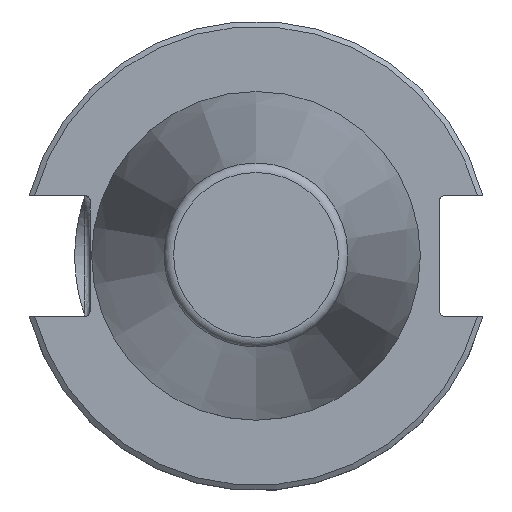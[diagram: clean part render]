
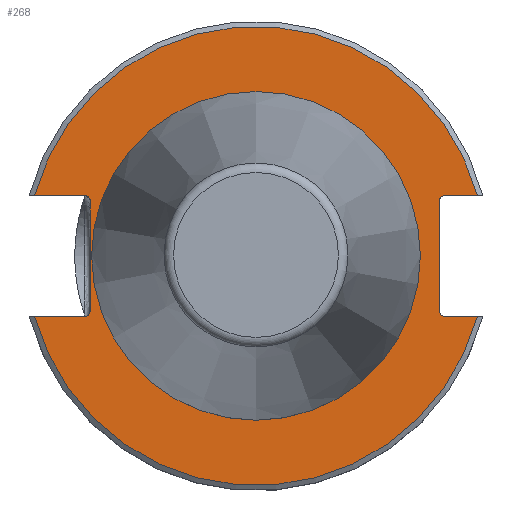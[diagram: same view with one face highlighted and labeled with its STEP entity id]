
A CAD part, top view. The second image highlights one B-rep face of the part: STEP entity #268.
In plain terms, the highlighted planar face has unit normal (0, 0, 1).
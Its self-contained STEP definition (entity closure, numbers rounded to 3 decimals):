
#76=FACE_BOUND('',#403,.T.);
#77=FACE_BOUND('',#404,.T.);
#167=LINE('',#1763,#214);
#168=LINE('',#1766,#215);
#169=LINE('',#1770,#216);
#170=LINE('',#1774,#217);
#171=LINE('',#1778,#218);
#172=LINE('',#1782,#219);
#173=LINE('',#1786,#220);
#174=LINE('',#1790,#221);
#214=VECTOR('',#1322,1.);
#215=VECTOR('',#1323,1.);
#216=VECTOR('',#1326,1.);
#217=VECTOR('',#1329,1.);
#218=VECTOR('',#1332,1.);
#219=VECTOR('',#1335,1.);
#220=VECTOR('',#1338,1.);
#221=VECTOR('',#1341,1.);
#268=ADVANCED_FACE('',(#76,#77),#319,.T.);
#319=PLANE('',#1158);
#403=EDGE_LOOP('',(#514,#515,#516,#517,#518,#519,#520,#521,#522,#523,#524,
#525,#526,#527));
#404=EDGE_LOOP('',(#528));
#514=ORIENTED_EDGE('',*,*,#912,.T.);
#515=ORIENTED_EDGE('',*,*,#913,.T.);
#516=ORIENTED_EDGE('',*,*,#914,.F.);
#517=ORIENTED_EDGE('',*,*,#915,.T.);
#518=ORIENTED_EDGE('',*,*,#916,.F.);
#519=ORIENTED_EDGE('',*,*,#917,.F.);
#520=ORIENTED_EDGE('',*,*,#918,.F.);
#521=ORIENTED_EDGE('',*,*,#919,.T.);
#522=ORIENTED_EDGE('',*,*,#920,.F.);
#523=ORIENTED_EDGE('',*,*,#921,.T.);
#524=ORIENTED_EDGE('',*,*,#922,.F.);
#525=ORIENTED_EDGE('',*,*,#923,.F.);
#526=ORIENTED_EDGE('',*,*,#924,.F.);
#527=ORIENTED_EDGE('',*,*,#925,.T.);
#528=ORIENTED_EDGE('',*,*,#926,.F.);
#799=VERTEX_POINT('',#1764);
#800=VERTEX_POINT('',#1765);
#801=VERTEX_POINT('',#1767);
#802=VERTEX_POINT('',#1769);
#803=VERTEX_POINT('',#1771);
#804=VERTEX_POINT('',#1773);
#805=VERTEX_POINT('',#1775);
#806=VERTEX_POINT('',#1777);
#807=VERTEX_POINT('',#1779);
#808=VERTEX_POINT('',#1781);
#809=VERTEX_POINT('',#1783);
#810=VERTEX_POINT('',#1785);
#811=VERTEX_POINT('',#1787);
#812=VERTEX_POINT('',#1789);
#813=VERTEX_POINT('',#1792);
#912=EDGE_CURVE('',#799,#800,#167,.T.);
#913=EDGE_CURVE('',#800,#801,#168,.T.);
#914=EDGE_CURVE('',#802,#801,#1043,.T.);
#915=EDGE_CURVE('',#802,#803,#169,.T.);
#916=EDGE_CURVE('',#804,#803,#1044,.T.);
#917=EDGE_CURVE('',#805,#804,#170,.T.);
#918=EDGE_CURVE('',#806,#805,#1045,.T.);
#919=EDGE_CURVE('',#806,#807,#171,.T.);
#920=EDGE_CURVE('',#808,#807,#1046,.T.);
#921=EDGE_CURVE('',#808,#809,#172,.T.);
#922=EDGE_CURVE('',#810,#809,#1047,.T.);
#923=EDGE_CURVE('',#811,#810,#173,.T.);
#924=EDGE_CURVE('',#812,#811,#1048,.T.);
#925=EDGE_CURVE('',#812,#799,#174,.T.);
#926=EDGE_CURVE('',#813,#813,#1049,.T.);
#1043=CIRCLE('',#1151,0.75);
#1044=CIRCLE('',#1152,31.036);
#1045=CIRCLE('',#1153,0.75);
#1046=CIRCLE('',#1154,0.75);
#1047=CIRCLE('',#1155,31.036);
#1048=CIRCLE('',#1156,0.75);
#1049=CIRCLE('',#1157,22.225);
#1151=AXIS2_PLACEMENT_3D('',#1768,#1324,#1325);
#1152=AXIS2_PLACEMENT_3D('',#1772,#1327,#1328);
#1153=AXIS2_PLACEMENT_3D('',#1776,#1330,#1331);
#1154=AXIS2_PLACEMENT_3D('',#1780,#1333,#1334);
#1155=AXIS2_PLACEMENT_3D('',#1784,#1336,#1337);
#1156=AXIS2_PLACEMENT_3D('',#1788,#1339,#1340);
#1157=AXIS2_PLACEMENT_3D('',#1791,#1342,#1343);
#1158=AXIS2_PLACEMENT_3D('',#1793,#1344,#1345);
#1322=DIRECTION('',(0.,-1.,0.));
#1323=DIRECTION('',(0.,-1.,0.));
#1324=DIRECTION('',(0.,0.,1.));
#1325=DIRECTION('',(0.,-1.,0.));
#1326=DIRECTION('',(-1.,0.,0.));
#1327=DIRECTION('',(0.,0.,-1.));
#1328=DIRECTION('',(0.965,-0.264,0.));
#1329=DIRECTION('',(1.,0.,0.));
#1330=DIRECTION('',(0.,0.,1.));
#1331=DIRECTION('',(-1.,0.,0.));
#1332=DIRECTION('',(0.,1.,0.));
#1333=DIRECTION('',(0.,0.,1.));
#1334=DIRECTION('',(0.,1.,0.));
#1335=DIRECTION('',(1.,0.,0.));
#1336=DIRECTION('',(0.,0.,-1.));
#1337=DIRECTION('',(0.,1.,0.));
#1338=DIRECTION('',(-1.,0.,0.));
#1339=DIRECTION('',(0.,0.,1.));
#1340=DIRECTION('',(1.,0.,0.));
#1341=DIRECTION('',(0.,-1.,0.));
#1342=DIRECTION('',(0.,0.,1.));
#1343=DIRECTION('',(1.,0.,0.));
#1344=DIRECTION('',(0.,0.,1.));
#1345=DIRECTION('',(0.,-1.,0.));
#1763=CARTESIAN_POINT('',(-22.42,0.,-3.17));
#1764=CARTESIAN_POINT('',(-22.42,5.243,-3.17));
#1765=CARTESIAN_POINT('',(-22.42,-5.243,-3.17));
#1766=CARTESIAN_POINT('',(-22.42,-5.243,-3.17));
#1767=CARTESIAN_POINT('',(-22.42,-7.44,-3.17));
#1768=CARTESIAN_POINT('',(-23.17,-7.44,-3.17));
#1769=CARTESIAN_POINT('',(-23.17,-8.19,-3.17));
#1770=CARTESIAN_POINT('',(-23.17,-8.19,-3.17));
#1771=CARTESIAN_POINT('',(-29.936,-8.19,-3.17));
#1772=CARTESIAN_POINT('',(0.,0.,-3.17));
#1773=CARTESIAN_POINT('',(29.936,-8.19,-3.17));
#1774=CARTESIAN_POINT('',(25.58,-8.19,-3.17));
#1775=CARTESIAN_POINT('',(25.58,-8.19,-3.17));
#1776=CARTESIAN_POINT('',(25.58,-7.44,-3.17));
#1777=CARTESIAN_POINT('',(24.83,-7.44,-3.17));
#1778=CARTESIAN_POINT('',(24.83,-7.44,-3.17));
#1779=CARTESIAN_POINT('',(24.83,7.44,-3.17));
#1780=CARTESIAN_POINT('',(25.58,7.44,-3.17));
#1781=CARTESIAN_POINT('',(25.58,8.19,-3.17));
#1782=CARTESIAN_POINT('',(25.58,8.19,-3.17));
#1783=CARTESIAN_POINT('',(29.936,8.19,-3.17));
#1784=CARTESIAN_POINT('',(0.,0.,-3.17));
#1785=CARTESIAN_POINT('',(-29.936,8.19,-3.17));
#1786=CARTESIAN_POINT('',(-23.17,8.19,-3.17));
#1787=CARTESIAN_POINT('',(-23.17,8.19,-3.17));
#1788=CARTESIAN_POINT('',(-23.17,7.44,-3.17));
#1789=CARTESIAN_POINT('',(-22.42,7.44,-3.17));
#1790=CARTESIAN_POINT('',(-22.42,7.44,-3.17));
#1791=CARTESIAN_POINT('',(0.,0.,-3.17));
#1792=CARTESIAN_POINT('',(22.225,0.,-3.17));
#1793=CARTESIAN_POINT('',(0.,0.,-3.17));
